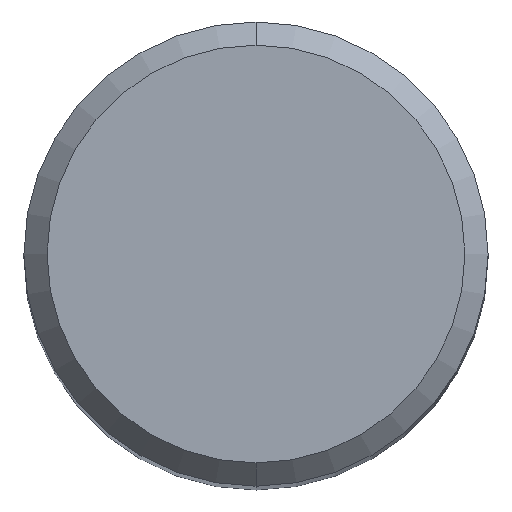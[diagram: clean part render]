
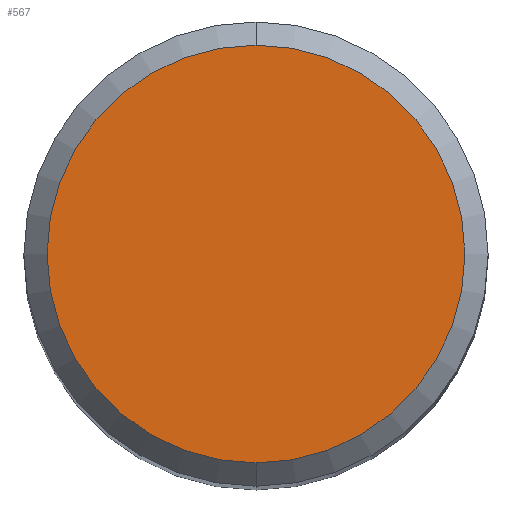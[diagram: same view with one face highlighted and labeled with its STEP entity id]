
A CAD part, top view. The second image highlights one B-rep face of the part: STEP entity #567.
In plain terms, the highlighted planar face has unit normal (0, 0, 1).
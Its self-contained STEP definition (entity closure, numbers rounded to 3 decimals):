
#321=EDGE_CURVE('',#429,#583,#895,.T.);
#429=VERTEX_POINT('',#1011);
#515=EDGE_CURVE('',#583,#429,#1106,.T.);
#567=ADVANCED_FACE('',(#1163),#1164,.T.);
#583=VERTEX_POINT('',#1182);
#895=CIRCLE('',#2199,5.4);
#1011=CARTESIAN_POINT('',(0.,-5.4,0.0));
#1106=CIRCLE('',#2890,5.4);
#1163=FACE_OUTER_BOUND('',#3047,.T.);
#1164=PLANE('',#3048);
#1182=CARTESIAN_POINT('',(0.0,5.4,0.0));
#2199=AXIS2_PLACEMENT_3D('',#6121,#6122,#6123);
#2890=AXIS2_PLACEMENT_3D('',#6335,#6336,#6337);
#3047=EDGE_LOOP('',(#6399,#6400));
#3048=AXIS2_PLACEMENT_3D('',#6401,#6402,#6403);
#6121=CARTESIAN_POINT('',(0.0,0.0,0.0));
#6122=DIRECTION('',(0.0,0.0,-1.0));
#6123=DIRECTION('',(0.0,1.0,0.0));
#6335=CARTESIAN_POINT('',(0.0,0.0,0.0));
#6336=DIRECTION('',(0.0,0.0,-1.0));
#6337=DIRECTION('',(0.0,1.0,0.0));
#6399=ORIENTED_EDGE('',*,*,#515,.F.);
#6400=ORIENTED_EDGE('',*,*,#321,.F.);
#6401=CARTESIAN_POINT('',(0.0,2.7,0.0));
#6402=DIRECTION('',(-0.0,0.0,1.0));
#6403=DIRECTION('',(0.0,-1.0,0.0));
